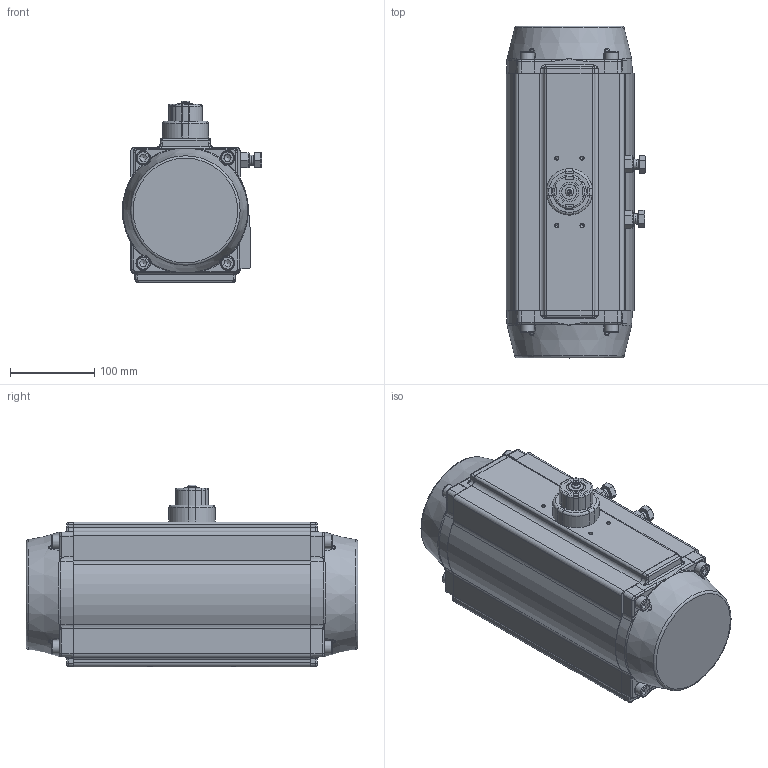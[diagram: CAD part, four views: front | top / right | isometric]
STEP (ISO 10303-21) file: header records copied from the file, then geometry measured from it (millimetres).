
FILE_DESCRIPTION(/* description */ (''),/* implementation_level */ '2;1');
FILE_NAME(/* name */ 'C-140DA（SR）(F14-22x22）.step',/* time_stamp */ '2026-02-05T15:25:18+08:00',/* author */ (''),/* organization */ (''),/* preprocessor_version */ 'ST-DEVELOPER v16',/* originating_system */ 'SIEMENS PLM Software NX 10.0',/* authorisation */ '');
FILE_SCHEMA (('AUTOMOTIVE_DESIGN { 1 0 10303 214 3 1 1 1 }'));
Products named in the file (18): Bearing-piston; O-ring piston; 指示器螺钉; 指示器垫片; 金属条指示器92-105; Indicator-125; Adjust screw; C-140新端盖开模; C-140-08; Thrust washer; Outside washer; Circlip; Nut adjust screw; End-cap screw; C-140-04（22x22); C-140-01（F14）; C-140-03_MODEL; C-140
Assembly tree (30 placements, depth 3):
  C-140
    C-140-01（F14）
    C-140-04（22x22)
    End-cap screw  x10
    Nut adjust screw  x2
    Circlip
    Outside washer
    Thrust washer
    C-140-08
    C-140新端盖开模  x2
    Adjust screw  x2
    C-140-03_MODEL  x2
      O-ring piston
      Bearing-piston
    Indicator-125
    金属条指示器92-105
    指示器垫片
    指示器螺钉
Bounding box: 165.71 x 393.8 x 215.9 mm (x, y, z)
Volume: 4086060.2 mm3; surface area: 961908.9 mm2
Topology: 56 solids, 56 shells, 2514 faces, 6429 edges, 4000 vertices
Faces by surface type: plane 805, cylinder 699, bspline 325, torus 281, cone 260, sphere 84, extrusion 60
Full cylindrical faces by diameter (mm): 2.5 x2, 4.2 x8, 5 x1, 6 x3, 6.5 x1, 8 x5, 8.374 x10, 8.376 x10, 8.5 x8, 9 x2, 10 x21, 10.106 x2, 10.3 x4, 10.374 x2, 10.376 x2, 11 x8, 12 x6, 12.001 x2, 14 x4, 16 x10, 17.8 x1, 22.8 x1, 23 x1, 32 x1, 34.2 x1, 36.4 x1, 36.5 x1, 39 x12, 40 x7, 50 x2
Entity records: 55621 total; most frequent: CARTESIAN_POINT 19888, ORIENTED_EDGE 7304, DIRECTION 7034, EDGE_CURVE 3652, AXIS2_PLACEMENT_3D 2751, VERTEX_POINT 2452, EDGE_LOOP 1845, ADVANCED_FACE 1538
